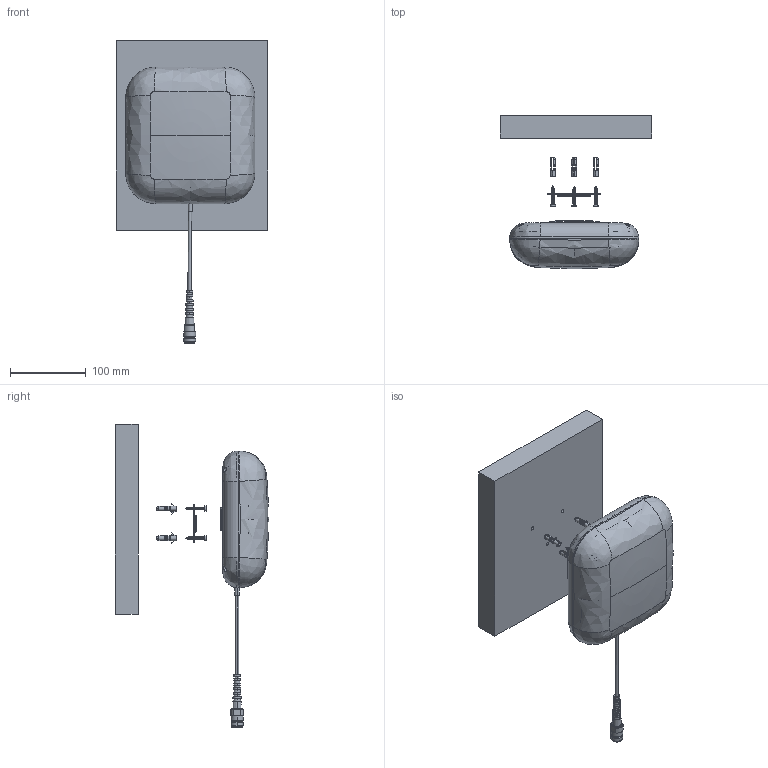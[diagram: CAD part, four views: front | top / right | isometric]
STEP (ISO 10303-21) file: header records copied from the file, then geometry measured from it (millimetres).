
FILE_DESCRIPTION (( 'STEP AP214' ), '1' );
FILE_NAME ('HG74208FPPR-NF_3D.STEP', '2021-04-12T21:39:55', ( '' ), ( '' ), 'SwSTEP 2.0', 'SolidWorks 2020', '' );
FILE_SCHEMA (( 'AUTOMOTIVE_DESIGN' ));
Length unit declared in the file: millimetre
Products named in the file (1): HG74208FPPR-NF_3D
Bounding box: 200 x 201.64 x 399.23 mm (x, y, z)
Surface area: 332007 mm2 (no closed solid volume)
Topology: 0 solids, 26 shells, 946 faces, 2427 edges, 1567 vertices
Faces by surface type: plane 452, cylinder 242, cone 134, bspline 102, torus 16
Entity records: 51940 total; most frequent: CARTESIAN_POINT 29327, ORIENTED_EDGE 4775, DIRECTION 4456, EDGE_CURVE 2399, AXIS2_PLACEMENT_3D 1617, VERTEX_POINT 1567, VECTOR 1222, LINE 1222
